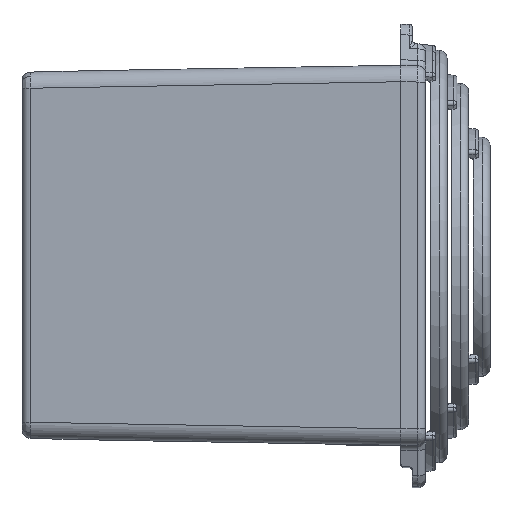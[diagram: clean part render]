
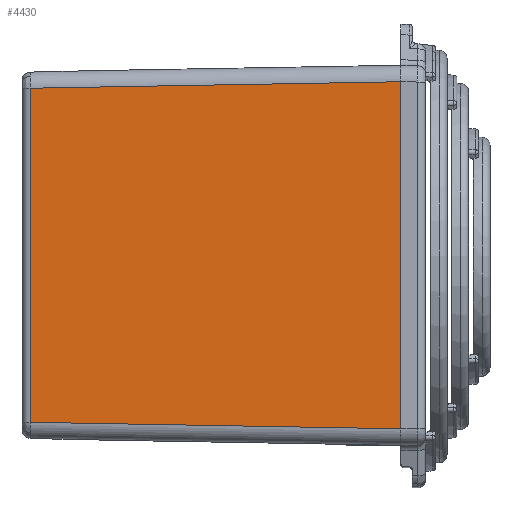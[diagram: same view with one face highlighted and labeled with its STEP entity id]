
A CAD part, top view. The second image highlights one B-rep face of the part: STEP entity #4430.
In plain terms, the highlighted planar face has unit normal (-0.018, 0, 1).
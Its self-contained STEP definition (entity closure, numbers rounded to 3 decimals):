
#200=LINE('',#6917,#524);
#218=LINE('',#7052,#542);
#416=LINE('',#8509,#740);
#424=LINE('',#8589,#748);
#524=VECTOR('',#5214,21.);
#542=VECTOR('',#5242,22.438);
#740=VECTOR('',#6006,20.217);
#748=VECTOR('',#6034,22.438);
#873=PLANE('',#4901);
#1150=FACE_OUTER_BOUND('',#1417,.T.);
#1417=EDGE_LOOP('',(#3767,#3768,#3769,#3770));
#1821=VERTEX_POINT('',#6542);
#1903=VERTEX_POINT('',#6914);
#1904=VERTEX_POINT('',#6916);
#1923=VERTEX_POINT('',#7051);
#2319=EDGE_CURVE('',#1903,#1904,#200,.T.);
#2341=EDGE_CURVE('',#1904,#1923,#218,.T.);
#2748=EDGE_CURVE('',#1821,#1923,#416,.T.);
#2761=EDGE_CURVE('',#1821,#1903,#424,.T.);
#3767=ORIENTED_EDGE('',*,*,#2341,.F.);
#3768=ORIENTED_EDGE('',*,*,#2319,.F.);
#3769=ORIENTED_EDGE('',*,*,#2761,.F.);
#3770=ORIENTED_EDGE('',*,*,#2748,.T.);
#4430=ADVANCED_FACE('',(#1150),#873,.T.);
#4901=AXIS2_PLACEMENT_3D('',#8588,#6032,#6033);
#5214=DIRECTION('',(0.,-1.,0.));
#5242=DIRECTION('',(-1.,0.017,-0.017));
#6006=DIRECTION('',(0.,-1.,0.));
#6032=DIRECTION('center_axis',(-0.017,0.,1.));
#6033=DIRECTION('ref_axis',(1.,0.,0.017));
#6034=DIRECTION('',(1.,0.017,0.017));
#6542=CARTESIAN_POINT('',(16.669,10.109,72.689));
#6914=CARTESIAN_POINT('',(39.1,10.5,73.081));
#6916=CARTESIAN_POINT('',(39.1,-10.5,73.081));
#6917=CARTESIAN_POINT('',(39.1,10.5,73.081));
#7051=CARTESIAN_POINT('',(16.669,-10.109,72.689));
#7052=CARTESIAN_POINT('',(39.1,-10.5,73.081));
#8509=CARTESIAN_POINT('',(16.669,-1.268,72.689));
#8588=CARTESIAN_POINT('Origin',(39.126,0.,73.082));
#8589=CARTESIAN_POINT('',(29.603,10.334,72.915));
